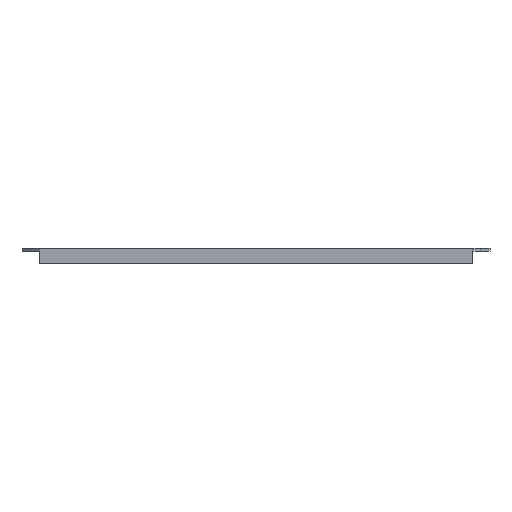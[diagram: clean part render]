
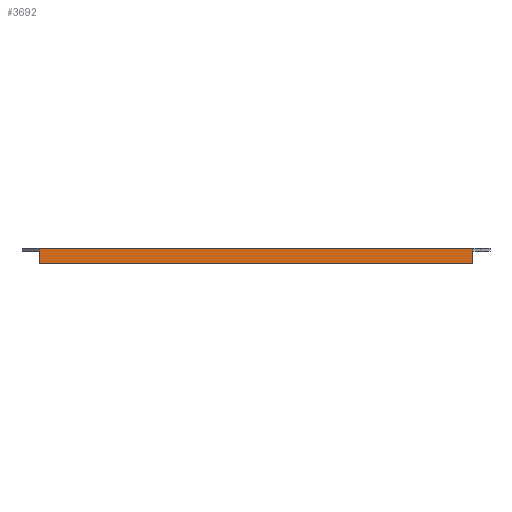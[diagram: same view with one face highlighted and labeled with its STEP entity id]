
A CAD part, front view. The second image highlights one B-rep face of the part: STEP entity #3692.
In plain terms, the highlighted planar face has unit normal (0, -1, 0).
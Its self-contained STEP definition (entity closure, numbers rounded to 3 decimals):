
#1004=DIRECTION('',(1.,0.,0.));
#1005=VECTOR('',#1004,306.);
#1006=CARTESIAN_POINT('',(512.665,61.434,2.));
#1007=LINE('',#1006,#1005);
#1746=DIRECTION('',(0.,0.,-1.));
#1747=VECTOR('',#1746,2.);
#1748=CARTESIAN_POINT('',(818.665,61.434,2.));
#1749=LINE('',#1748,#1747);
#1753=DIRECTION('',(0.,0.,-1.));
#1754=VECTOR('',#1753,9.);
#1755=CARTESIAN_POINT('',(512.665,61.434,0.));
#1756=LINE('',#1755,#1754);
#1760=DIRECTION('',(0.,0.,-1.));
#1761=VECTOR('',#1760,2.);
#1762=CARTESIAN_POINT('',(512.665,61.434,2.));
#1763=LINE('',#1762,#1761);
#1767=DIRECTION('',(0.,0.,-1.));
#1768=VECTOR('',#1767,9.);
#1769=CARTESIAN_POINT('',(818.665,61.434,0.));
#1770=LINE('',#1769,#1768);
#1788=DIRECTION('',(1.,0.,0.));
#1789=VECTOR('',#1788,306.);
#1790=CARTESIAN_POINT('',(512.665,61.434,-9.));
#1791=LINE('',#1790,#1789);
#2502=CARTESIAN_POINT('',(818.665,61.434,2.));
#2503=VERTEX_POINT('',#2502);
#2504=CARTESIAN_POINT('',(512.665,61.434,2.));
#2505=VERTEX_POINT('',#2504);
#2828=CARTESIAN_POINT('',(512.665,61.434,-9.));
#2829=CARTESIAN_POINT('',(818.665,61.434,-9.));
#2830=VERTEX_POINT('',#2828);
#2831=VERTEX_POINT('',#2829);
#2844=CARTESIAN_POINT('',(818.665,61.434,0.));
#2846=VERTEX_POINT('',#2844);
#2850=CARTESIAN_POINT('',(512.665,61.434,0.));
#2851=VERTEX_POINT('',#2850);
#3675=CARTESIAN_POINT('',(665.665,61.434,0.));
#3676=DIRECTION('',(0.,-1.,0.));
#3677=DIRECTION('',(1.,0.,0.));
#3678=AXIS2_PLACEMENT_3D('',#3675,#3676,#3677);
#3679=PLANE('',#3678);
#3680=ORIENTED_EDGE('',*,*,#3660,.T.);
#3682=ORIENTED_EDGE('',*,*,#3681,.T.);
#3684=ORIENTED_EDGE('',*,*,#3683,.F.);
#3686=ORIENTED_EDGE('',*,*,#3685,.F.);
#3688=ORIENTED_EDGE('',*,*,#3687,.F.);
#3689=ORIENTED_EDGE('',*,*,#3231,.T.);
#3690=EDGE_LOOP('',(#3680,#3682,#3684,#3686,#3688,#3689));
#3691=FACE_OUTER_BOUND('',#3690,.F.);
#3231=EDGE_CURVE('',#2505,#2503,#1007,.T.);
#3660=EDGE_CURVE('',#2503,#2846,#1749,.T.);
#3681=EDGE_CURVE('',#2846,#2831,#1770,.T.);
#3683=EDGE_CURVE('',#2830,#2831,#1791,.T.);
#3685=EDGE_CURVE('',#2851,#2830,#1756,.T.);
#3687=EDGE_CURVE('',#2505,#2851,#1763,.T.);
#3692=ADVANCED_FACE('',(#3691),#3679,.T.);
